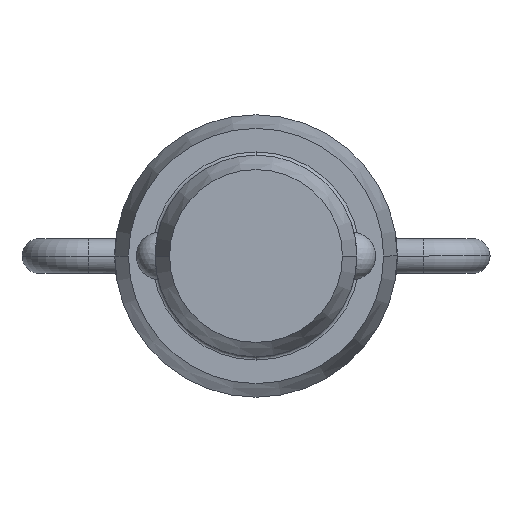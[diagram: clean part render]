
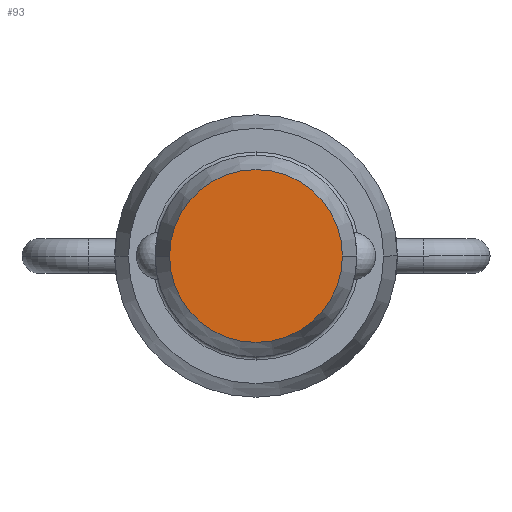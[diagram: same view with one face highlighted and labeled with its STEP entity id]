
A CAD part, front view. The second image highlights one B-rep face of the part: STEP entity #93.
In plain terms, the highlighted planar face has unit normal (0, -1, 0).
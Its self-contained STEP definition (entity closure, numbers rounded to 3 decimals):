
#93=ADVANCED_FACE('',(#207),#208,.T.);
#207=FACE_OUTER_BOUND('',#340,.T.);
#208=PLANE('',#341);
#340=EDGE_LOOP('',(#545,#546));
#341=AXIS2_PLACEMENT_3D('',#547,#548,#549);
#545=ORIENTED_EDGE('',*,*,#861,.T.);
#546=ORIENTED_EDGE('',*,*,#862,.T.);
#547=CARTESIAN_POINT('',(-3.175,-47.244,0.0));
#548=DIRECTION('',(0.,-1.0,0.0));
#549=DIRECTION('',(1.0,0.,0.0));
#861=EDGE_CURVE('',#1046,#1047,#1048,.T.);
#862=EDGE_CURVE('',#1047,#1046,#1049,.T.);
#1046=VERTEX_POINT('',#1372);
#1047=VERTEX_POINT('',#1373);
#1048=CIRCLE('',#1374,5.44);
#1049=CIRCLE('',#1375,5.44);
#1372=CARTESIAN_POINT('',(-5.44,-47.244,0.0));
#1373=CARTESIAN_POINT('',(5.44,-47.244,0.));
#1374=AXIS2_PLACEMENT_3D('',#1655,#1656,#1657);
#1375=AXIS2_PLACEMENT_3D('',#1658,#1659,#1660);
#1655=CARTESIAN_POINT('',(0.0,-47.244,0.0));
#1656=DIRECTION('',(0.,-1.0,0.0));
#1657=DIRECTION('',(-1.0,0.,0.0));
#1658=CARTESIAN_POINT('',(0.0,-47.244,0.0));
#1659=DIRECTION('',(0.,-1.0,0.0));
#1660=DIRECTION('',(-1.0,0.,0.0));
